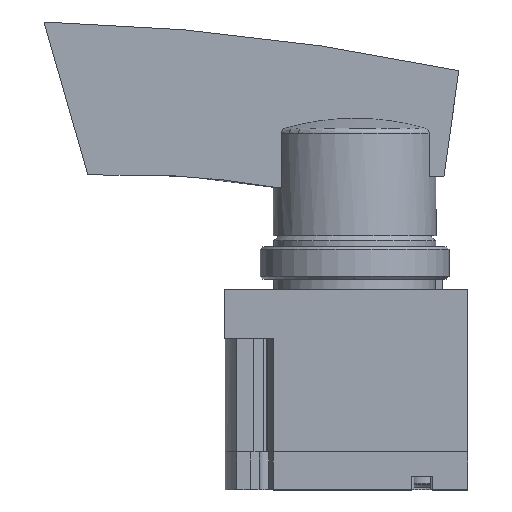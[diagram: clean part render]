
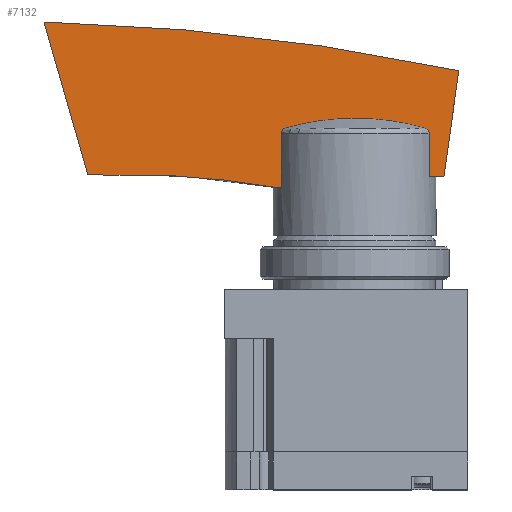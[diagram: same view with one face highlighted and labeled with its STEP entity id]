
A CAD part, top view. The second image highlights one B-rep face of the part: STEP entity #7132.
In plain terms, the highlighted planar face has unit normal (0.016, 0, 1).
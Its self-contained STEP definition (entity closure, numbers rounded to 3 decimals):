
#25=ELLIPSE('',#7869,170.022,170.);
#26=ELLIPSE('',#7871,422.056,422.);
#304=B_SPLINE_CURVE_WITH_KNOTS('',3,(#12270,#12271,#12272,#12273),
 .UNSPECIFIED.,.F.,.F.,(4,4),(0.,0.001),
 .UNSPECIFIED.);
#305=B_SPLINE_CURVE_WITH_KNOTS('',3,(#12277,#12278,#12279,#12280),
 .UNSPECIFIED.,.F.,.F.,(4,4),(0.,0.001),
 .UNSPECIFIED.);
#887=LINE('',#12197,#1496);
#894=LINE('',#12212,#1503);
#901=LINE('',#12248,#1510);
#905=LINE('',#12263,#1514);
#906=LINE('',#12267,#1515);
#907=LINE('',#12268,#1516);
#1496=VECTOR('',#9730,1000.);
#1503=VECTOR('',#9741,1000.);
#1510=VECTOR('',#9764,1000.);
#1514=VECTOR('',#9774,1000.);
#1515=VECTOR('',#9777,1000.);
#1516=VECTOR('',#9778,1000.);
#3304=ORIENTED_EDGE('',*,*,#4507,.F.);
#3305=ORIENTED_EDGE('',*,*,#4486,.T.);
#3306=ORIENTED_EDGE('',*,*,#4478,.T.);
#3307=ORIENTED_EDGE('',*,*,#4508,.T.);
#3308=ORIENTED_EDGE('',*,*,#4509,.T.);
#3309=ORIENTED_EDGE('',*,*,#4505,.F.);
#3310=ORIENTED_EDGE('',*,*,#4501,.T.);
#3311=ORIENTED_EDGE('',*,*,#4510,.F.);
#3312=ORIENTED_EDGE('',*,*,#4511,.T.);
#3313=ORIENTED_EDGE('',*,*,#4512,.T.);
#3314=ORIENTED_EDGE('',*,*,#4513,.T.);
#4478=EDGE_CURVE('',#5221,#5220,#887,.T.);
#4486=EDGE_CURVE('',#5227,#5221,#894,.T.);
#4501=EDGE_CURVE('',#5240,#5238,#901,.T.);
#4505=EDGE_CURVE('',#5240,#5242,#25,.F.);
#4507=EDGE_CURVE('',#5227,#5243,#905,.F.);
#4508=EDGE_CURVE('',#5220,#5244,#26,.F.);
#4509=EDGE_CURVE('',#5244,#5242,#906,.T.);
#4510=EDGE_CURVE('',#5245,#5238,#907,.T.);
#4511=EDGE_CURVE('',#5245,#5246,#304,.T.);
#4512=EDGE_CURVE('',#5246,#5247,#5543,.T.);
#4513=EDGE_CURVE('',#5247,#5243,#305,.T.);
#5220=VERTEX_POINT('',#12196);
#5221=VERTEX_POINT('',#12198);
#5227=VERTEX_POINT('',#12213);
#5238=VERTEX_POINT('',#12246);
#5240=VERTEX_POINT('',#12249);
#5242=VERTEX_POINT('',#12260);
#5243=VERTEX_POINT('',#12264);
#5244=VERTEX_POINT('',#12266);
#5245=VERTEX_POINT('',#12269);
#5246=VERTEX_POINT('',#12274);
#5247=VERTEX_POINT('',#12276);
#5543=CIRCLE('',#7872,46.567);
#5992=EDGE_LOOP('',(#3304,#3305,#3306,#3307,#3308,#3309,#3310,#3311,#3312,
#3313,#3314));
#6493=FACE_BOUND('',#5992,.T.);
#6750=PLANE('',#7870);
#7132=ADVANCED_FACE('',(#6493),#6750,.F.);
#7869=AXIS2_PLACEMENT_3D('',#12259,#9769,#9770);
#7870=AXIS2_PLACEMENT_3D('',#12262,#9772,#9773);
#7871=AXIS2_PLACEMENT_3D('',#12265,#9775,#9776);
#7872=AXIS2_PLACEMENT_3D('',#12275,#9779,#9780);
#9730=DIRECTION('',(0.139,0.99,-0.002));
#9741=DIRECTION('',(1.,0.,-0.016));
#9764=DIRECTION('',(1.,0.,-0.016));
#9769=DIRECTION('',(-0.016,0.,-1.));
#9770=DIRECTION('',(1.,0.,-0.016));
#9772=DIRECTION('',(-0.016,0.,-1.));
#9773=DIRECTION('',(-1.,0.,0.016));
#9774=DIRECTION('',(0.,-1.,0.));
#9775=DIRECTION('',(-0.016,0.,-1.));
#9776=DIRECTION('',(1.,0.,-0.016));
#9777=DIRECTION('',(0.276,-0.961,-0.004));
#9778=DIRECTION('',(0.,-1.,0.));
#9779=DIRECTION('',(-0.016,0.,-1.));
#9780=DIRECTION('',(-1.,0.,0.016));
#12196=CARTESIAN_POINT('',(19.3,30.6,6.05));
#12197=CARTESIAN_POINT('',(19.106,29.217,6.053));
#12198=CARTESIAN_POINT('',(16.545,11.,6.095));
#12212=CARTESIAN_POINT('',(-57.6,11.,7.3));
#12213=CARTESIAN_POINT('',(13.796,11.,6.139));
#12246=CARTESIAN_POINT('',(-13.589,9.,6.585));
#12248=CARTESIAN_POINT('',(-57.6,9.,7.3));
#12249=CARTESIAN_POINT('',(-14.75,9.,6.603));
#12259=CARTESIAN_POINT('',(-43.273,-158.59,7.067));
#12260=CARTESIAN_POINT('',(-49.385,11.3,7.166));
#12262=CARTESIAN_POINT('',(-57.6,40.,7.3));
#12263=CARTESIAN_POINT('',(13.796,0.,6.139));
#12264=CARTESIAN_POINT('',(13.796,18.986,6.139));
#12265=CARTESIAN_POINT('',(-68.01,-382.269,7.469));
#12266=CARTESIAN_POINT('',(-57.5,39.6,7.298));
#12267=CARTESIAN_POINT('',(-57.614,39.996,7.3));
#12268=CARTESIAN_POINT('',(-13.589,0.,6.585));
#12269=CARTESIAN_POINT('',(-13.589,18.986,6.585));
#12270=CARTESIAN_POINT('',(-13.589,18.986,6.585));
#12271=CARTESIAN_POINT('',(-13.589,19.428,6.585));
#12272=CARTESIAN_POINT('',(-13.244,19.815,6.579));
#12273=CARTESIAN_POINT('',(-12.82,19.938,6.572));
#12274=CARTESIAN_POINT('',(-12.82,19.938,6.572));
#12275=CARTESIAN_POINT('',(0.103,-24.8,6.362));
#12276=CARTESIAN_POINT('',(13.027,19.938,6.152));
#12277=CARTESIAN_POINT('',(13.027,19.938,6.152));
#12278=CARTESIAN_POINT('',(13.451,19.815,6.145));
#12279=CARTESIAN_POINT('',(13.796,19.428,6.139));
#12280=CARTESIAN_POINT('',(13.796,18.986,6.139));
